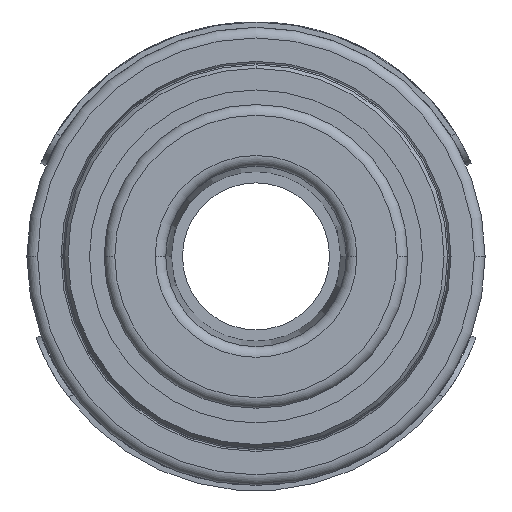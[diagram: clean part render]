
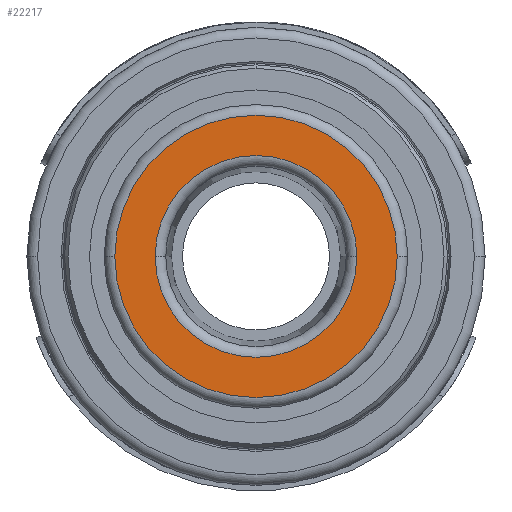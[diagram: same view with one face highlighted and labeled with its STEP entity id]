
A CAD part, left-side view. The second image highlights one B-rep face of the part: STEP entity #22217.
In plain terms, the highlighted planar face has unit normal (-1, 0, 0).
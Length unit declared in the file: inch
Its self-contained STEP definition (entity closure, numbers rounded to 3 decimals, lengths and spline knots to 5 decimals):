
#2163 = CARTESIAN_POINT ( 'NONE',  ( -2.03097, 0.04971, 0. ) ) ;
#6266 = ORIENTED_EDGE ( 'NONE', *, *, #63299, .T. ) ;
#6739 = AXIS2_PLACEMENT_3D ( 'NONE', #25191, #62820, #30617 ) ;
#6831 = ORIENTED_EDGE ( 'NONE', *, *, #13559, .T. ) ;
#7266 = DIRECTION ( 'NONE',  ( -1., 0., 0. ) ) ;
#9710 = CARTESIAN_POINT ( 'NONE',  ( -2.03097, 0.23907, 0. ) ) ;
#12399 = CARTESIAN_POINT ( 'NONE',  ( -2.03097, 0.52407, 0. ) ) ;
#12544 = CIRCLE ( 'NONE', #56558, 0.18937 ) ;
#12957 = CIRCLE ( 'NONE', #6739, 0.18937 ) ;
#13559 = EDGE_CURVE ( 'NONE', #30383, #34104, #56914, .T. ) ;
#15079 = DIRECTION ( 'NONE',  ( 0., -1., 0. ) ) ;
#17913 = VERTEX_POINT ( 'NONE', #2163 ) ;
#18107 = CARTESIAN_POINT ( 'NONE',  ( -2.03097, 0.23907, 0. ) ) ;
#19251 = EDGE_CURVE ( 'NONE', #34104, #30383, #69098, .T. ) ;
#20247 = CARTESIAN_POINT ( 'NONE',  ( -2.03097, 0.23907, 0. ) ) ;
#22217 = ADVANCED_FACE ( 'NONE', ( #38493, #24170 ), #39431, .T. ) ;
#22434 = CARTESIAN_POINT ( 'NONE',  ( -2.03097, -0.02593, 0. ) ) ;
#23550 = DIRECTION ( 'NONE',  ( 0., -1., 0. ) ) ;
#24170 = FACE_OUTER_BOUND ( 'NONE', #58576, .T. ) ;
#25191 = CARTESIAN_POINT ( 'NONE',  ( -2.03097, 0.23907, 0. ) ) ;
#25653 = DIRECTION ( 'NONE',  ( 0., -1., 0. ) ) ;
#29183 = ORIENTED_EDGE ( 'NONE', *, *, #19251, .T. ) ;
#30383 = VERTEX_POINT ( 'NONE', #22434 ) ;
#30617 = DIRECTION ( 'NONE',  ( 0., -1., 0. ) ) ;
#30888 = ORIENTED_EDGE ( 'NONE', *, *, #41012, .T. ) ;
#34104 = VERTEX_POINT ( 'NONE', #64615 ) ;
#38493 = FACE_BOUND ( 'NONE', #41294, .T. ) ;
#39431 = PLANE ( 'NONE',  #40286 ) ;
#40286 = AXIS2_PLACEMENT_3D ( 'NONE', #12399, #7266, #44826 ) ;
#40965 = VERTEX_POINT ( 'NONE', #62597 ) ;
#41012 = EDGE_CURVE ( 'NONE', #40965, #17913, #12544, .T. ) ;
#41294 = EDGE_LOOP ( 'NONE', ( #6266, #30888 ) ) ;
#42532 = AXIS2_PLACEMENT_3D ( 'NONE', #18107, #55733, #23550 ) ;
#44826 = DIRECTION ( 'NONE',  ( 0., -1., 0. ) ) ;
#47255 = DIRECTION ( 'NONE',  ( 1., 0., 0. ) ) ;
#55733 = DIRECTION ( 'NONE',  ( -1., 0., 0. ) ) ;
#56558 = AXIS2_PLACEMENT_3D ( 'NONE', #9710, #47255, #15079 ) ;
#56914 = CIRCLE ( 'NONE', #68799, 0.265 ) ;
#57859 = DIRECTION ( 'NONE',  ( -1., 0., 0. ) ) ;
#58576 = EDGE_LOOP ( 'NONE', ( #6831, #29183 ) ) ;
#62597 = CARTESIAN_POINT ( 'NONE',  ( -2.03097, 0.42844, 0. ) ) ;
#62820 = DIRECTION ( 'NONE',  ( 1., 0., 0. ) ) ;
#63299 = EDGE_CURVE ( 'NONE', #17913, #40965, #12957, .T. ) ;
#64615 = CARTESIAN_POINT ( 'NONE',  ( -2.03097, 0.50407, 0. ) ) ;
#68799 = AXIS2_PLACEMENT_3D ( 'NONE', #20247, #57859, #25653 ) ;
#69098 = CIRCLE ( 'NONE', #42532, 0.265 ) ;
